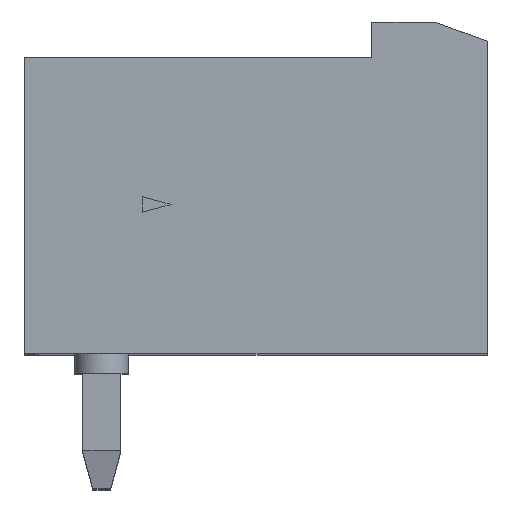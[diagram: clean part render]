
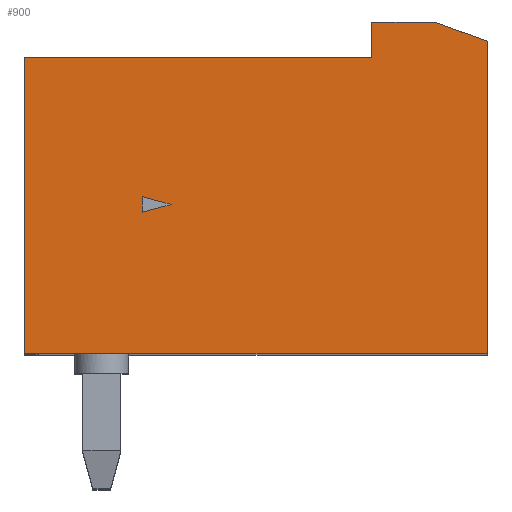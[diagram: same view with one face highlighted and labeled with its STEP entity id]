
A CAD part, top view. The second image highlights one B-rep face of the part: STEP entity #900.
In plain terms, the highlighted planar face has unit normal (0, 0, 1).
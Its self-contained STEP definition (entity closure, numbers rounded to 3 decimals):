
#10=CARTESIAN_POINT('',(0.,0.,
   3.5));
#20=DIRECTION('',(0.,0.,
   1.));
#30=DIRECTION('',(1.,0.,
   0.));
#40=AXIS2_PLACEMENT_3D('',#10,#20,#30);
#50=PLANE('',#40);
#60=CARTESIAN_POINT('',(0.,37.773,
   3.5));
#70=DIRECTION('',(-1.,0.,
   0.));
#80=VECTOR('',#70,1.);
#90=LINE('',#60,#80);
#100=CARTESIAN_POINT('',(48.627,37.773,
   3.5));
#110=VERTEX_POINT('',#100);
#120=CARTESIAN_POINT('',(36.627,37.773,
   3.5));
#130=VERTEX_POINT('',#120);
#140=EDGE_CURVE('',#110,#130,#90,.T.);
#150=ORIENTED_EDGE('',*,*,#140,.F.);
#160=CARTESIAN_POINT('',(36.627,0.,
   3.5));
#170=DIRECTION('',(0.,1.,
   0.));
#180=VECTOR('',#170,1.);
#190=LINE('',#160,#180);
#200=CARTESIAN_POINT('',(36.627,45.443,
   3.5));
#210=VERTEX_POINT('',#200);
#220=EDGE_CURVE('',#130,#210,#190,.T.);
#230=ORIENTED_EDGE('',*,*,#220,.F.);
#240=CARTESIAN_POINT('',(0.,45.443,
   3.5));
#250=DIRECTION('',(1.,0.,
   0.));
#260=VECTOR('',#250,1.);
#270=LINE('',#240,#260);
#280=CARTESIAN_POINT('',(45.627,45.443,
   3.5));
#290=VERTEX_POINT('',#280);
#300=EDGE_CURVE('',#210,#290,#270,.T.);
#310=ORIENTED_EDGE('',*,*,#300,.F.);
#320=CARTESIAN_POINT('',(45.627,0.,
   3.5));
#330=DIRECTION('',(0.,1.,
   0.));
#340=VECTOR('',#330,1.);
#350=LINE('',#320,#340);
#360=CARTESIAN_POINT('',(45.627,46.373,
   3.5));
#370=VERTEX_POINT('',#360);
#380=EDGE_CURVE('',#290,#370,#350,.T.);
#390=ORIENTED_EDGE('',*,*,#380,.F.);
#400=CARTESIAN_POINT('',(0.,46.373,
   3.5));
#410=DIRECTION('',(1.,0.,
   0.));
#420=VECTOR('',#410,1.);
#430=LINE('',#400,#420);
#440=CARTESIAN_POINT('',(47.253,46.373,
   3.5));
#450=VERTEX_POINT('',#440);
#460=EDGE_CURVE('',#370,#450,#430,.T.);
#470=ORIENTED_EDGE('',*,*,#460,.F.);
#480=CARTESIAN_POINT('',(0.,63.571,
   3.5));
#490=DIRECTION('',(0.94,-0.342,
   0.));
#500=VECTOR('',#490,1.);
#510=LINE('',#480,#500);
#520=CARTESIAN_POINT('',(48.627,45.873,
   3.5));
#530=VERTEX_POINT('',#520);
#540=EDGE_CURVE('',#450,#530,#510,.T.);
#550=ORIENTED_EDGE('',*,*,#540,.F.);
#560=CARTESIAN_POINT('',(48.627,0.,
   3.5));
#570=DIRECTION('',(0.,1.,
   0.));
#580=VECTOR('',#570,1.);
#590=LINE('',#560,#580);
#600=EDGE_CURVE('',#110,#530,#590,.T.);
#610=ORIENTED_EDGE('',*,*,#600,.T.);
#620=EDGE_LOOP('',(#610,#550,#470,#390,#310,#230,#150));
#630=FACE_OUTER_BOUND('',#620,.T.);
#640=CARTESIAN_POINT('',(39.677,0.,
   3.5));
#650=DIRECTION('',(0.,1.,
   0.));
#660=VECTOR('',#650,1.);
#670=LINE('',#640,#660);
#680=CARTESIAN_POINT('',(39.677,41.442,
   3.5));
#690=VERTEX_POINT('',#680);
#700=CARTESIAN_POINT('',(39.677,41.844,
   3.5));
#710=VERTEX_POINT('',#700);
#720=EDGE_CURVE('',#690,#710,#670,.T.);
#730=ORIENTED_EDGE('',*,*,#720,.T.);
#740=CARTESIAN_POINT('',(0.,30.81,
   3.5));
#750=DIRECTION('',(-0.966,-0.259,
   0.));
#760=VECTOR('',#750,1.);
#770=LINE('',#740,#760);
#780=CARTESIAN_POINT('',(40.427,41.643,
   3.5));
#790=VERTEX_POINT('',#780);
#800=EDGE_CURVE('',#790,#690,#770,.T.);
#810=ORIENTED_EDGE('',*,*,#800,.T.);
#820=CARTESIAN_POINT('',(0.,52.475,
   3.5));
#830=DIRECTION('',(0.966,-0.259,
   0.));
#840=VECTOR('',#830,1.);
#850=LINE('',#820,#840);
#860=EDGE_CURVE('',#710,#790,#850,.T.);
#870=ORIENTED_EDGE('',*,*,#860,.T.);
#880=EDGE_LOOP('',(#870,#810,#730));
#890=FACE_BOUND('',#880,.T.);
#900=ADVANCED_FACE('',(#630,#890),#50,.T.);
